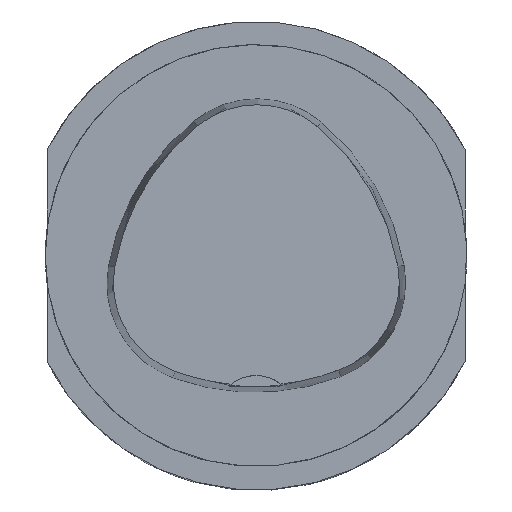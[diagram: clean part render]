
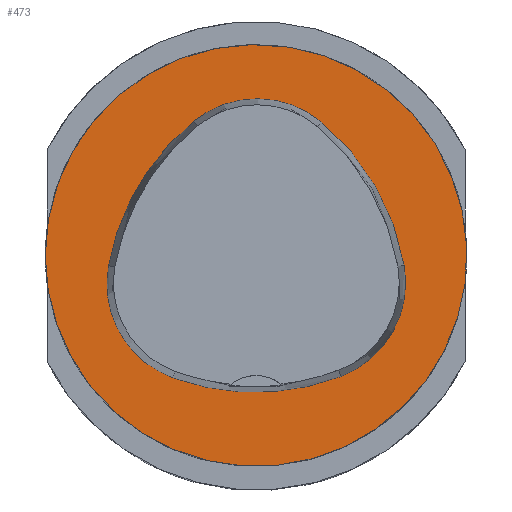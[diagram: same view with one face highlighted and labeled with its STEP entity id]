
A CAD part, top view. The second image highlights one B-rep face of the part: STEP entity #473.
In plain terms, the highlighted planar face has unit normal (0, 0, 1).
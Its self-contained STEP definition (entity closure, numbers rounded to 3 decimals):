
#167=FACE_BOUND('',#1002,.T.);
#168=FACE_BOUND('',#1003,.T.);
#294=CIRCLE('',#4112,31.5);
#295=CIRCLE('',#4118,36.);
#297=CIRCLE('',#4121,15.);
#299=CIRCLE('',#4124,36.);
#301=CIRCLE('',#4127,15.);
#305=CIRCLE('',#4132,36.);
#307=CIRCLE('',#4135,15.);
#473=ADVANCED_FACE('',(#167,#168),#666,.T.);
#666=PLANE('',#4141);
#1002=EDGE_LOOP('',(#1619,#1620,#1621,#1622,#1623,#1624));
#1003=EDGE_LOOP('',(#1625));
#1619=ORIENTED_EDGE('',*,*,#3008,.T.);
#1620=ORIENTED_EDGE('',*,*,#2988,.T.);
#1621=ORIENTED_EDGE('',*,*,#2992,.T.);
#1622=ORIENTED_EDGE('',*,*,#2995,.T.);
#1623=ORIENTED_EDGE('',*,*,#2998,.T.);
#1624=ORIENTED_EDGE('',*,*,#3006,.T.);
#1625=ORIENTED_EDGE('',*,*,#2979,.F.);
#2562=VERTEX_POINT('',#6067);
#2571=VERTEX_POINT('',#6086);
#2572=VERTEX_POINT('',#6087);
#2575=VERTEX_POINT('',#6095);
#2577=VERTEX_POINT('',#6101);
#2579=VERTEX_POINT('',#6107);
#2586=VERTEX_POINT('',#6128);
#2979=EDGE_CURVE('',#2562,#2562,#294,.T.);
#2988=EDGE_CURVE('',#2571,#2572,#295,.T.);
#2992=EDGE_CURVE('',#2572,#2575,#297,.T.);
#2995=EDGE_CURVE('',#2575,#2577,#299,.T.);
#2998=EDGE_CURVE('',#2577,#2579,#301,.T.);
#3006=EDGE_CURVE('',#2579,#2586,#305,.T.);
#3008=EDGE_CURVE('',#2586,#2571,#307,.T.);
#4112=AXIS2_PLACEMENT_3D('',#6066,#4730,#4731);
#4118=AXIS2_PLACEMENT_3D('',#6085,#4746,#4747);
#4121=AXIS2_PLACEMENT_3D('',#6094,#4754,#4755);
#4124=AXIS2_PLACEMENT_3D('',#6100,#4761,#4762);
#4127=AXIS2_PLACEMENT_3D('',#6106,#4768,#4769);
#4132=AXIS2_PLACEMENT_3D('',#6129,#4780,#4781);
#4135=AXIS2_PLACEMENT_3D('',#6132,#4786,#4787);
#4141=AXIS2_PLACEMENT_3D('',#6138,#4798,#4799);
#4730=DIRECTION('',(0.,0.,-1.));
#4731=DIRECTION('',(-1.,0.,0.));
#4746=DIRECTION('',(0.,0.,-1.));
#4747=DIRECTION('',(-1.,0.,0.));
#4754=DIRECTION('',(0.,0.,-1.));
#4755=DIRECTION('',(-1.,0.,0.));
#4761=DIRECTION('',(0.,0.,-1.));
#4762=DIRECTION('',(-1.,0.,0.));
#4768=DIRECTION('',(0.,0.,-1.));
#4769=DIRECTION('',(-1.,0.,0.));
#4780=DIRECTION('',(0.,0.,-1.));
#4781=DIRECTION('',(-1.,0.,0.));
#4786=DIRECTION('',(0.,0.,-1.));
#4787=DIRECTION('',(-1.,0.,0.));
#4798=DIRECTION('',(0.,0.,1.));
#4799=DIRECTION('',(-1.,0.,0.));
#6066=CARTESIAN_POINT('',(0.,0.,0.));
#6067=CARTESIAN_POINT('',(-31.5,0.,0.));
#6085=CARTESIAN_POINT('',(13.398,-7.893,0.));
#6086=CARTESIAN_POINT('',(-22.041,-1.562,0.));
#6087=CARTESIAN_POINT('',(-9.317,20.036,0.));
#6094=CARTESIAN_POINT('',(0.148,8.399,0.));
#6095=CARTESIAN_POINT('',(9.779,19.898,0.));
#6100=CARTESIAN_POINT('',(-13.337,-7.7,0.));
#6101=CARTESIAN_POINT('',(22.122,-1.48,0.));
#6106=CARTESIAN_POINT('',(7.347,-4.071,0.));
#6107=CARTESIAN_POINT('',(12.693,-18.087,0.));
#6128=CARTESIAN_POINT('',(-12.373,-18.307,0.));
#6129=CARTESIAN_POINT('',(-0.137,15.55,0.));
#6132=CARTESIAN_POINT('',(-7.275,-4.2,0.));
#6138=CARTESIAN_POINT('',(0.,0.,0.));
